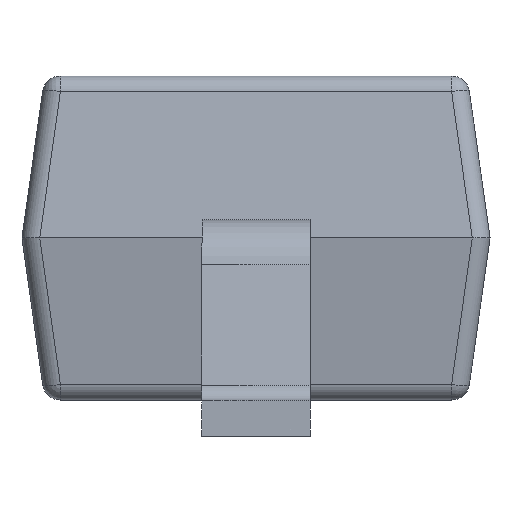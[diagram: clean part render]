
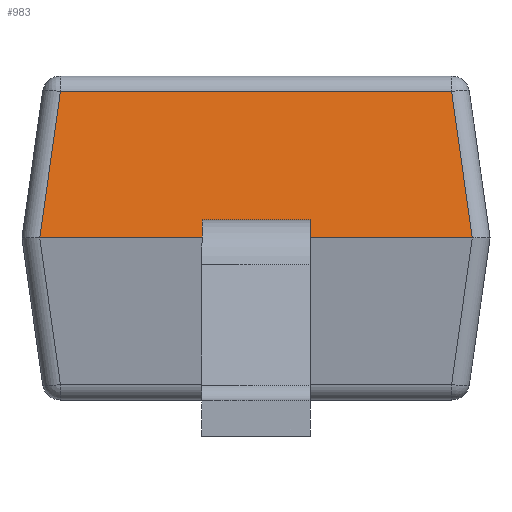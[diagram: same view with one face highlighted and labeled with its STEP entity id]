
A CAD part, left-side view. The second image highlights one B-rep face of the part: STEP entity #983.
In plain terms, the highlighted planar face has unit normal (-0.99, 0, 0.139).
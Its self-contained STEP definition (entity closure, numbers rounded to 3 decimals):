
#117=FACE_OUTER_BOUND('',#181,.T.);
#181=EDGE_LOOP('',(#751,#752,#753,#754));
#254=LINE('',#1549,#352);
#281=LINE('',#1608,#379);
#282=LINE('',#1610,#380);
#283=LINE('',#1611,#381);
#352=VECTOR('',#1230,1.);
#379=VECTOR('',#1271,1.);
#380=VECTOR('',#1272,1.);
#381=VECTOR('',#1273,1.);
#445=VERTEX_POINT('',#1547);
#446=VERTEX_POINT('',#1548);
#471=VERTEX_POINT('',#1607);
#472=VERTEX_POINT('',#1609);
#542=EDGE_CURVE('',#445,#446,#254,.T.);
#569=EDGE_CURVE('',#445,#471,#281,.T.);
#570=EDGE_CURVE('',#471,#472,#282,.T.);
#571=EDGE_CURVE('',#472,#446,#283,.T.);
#751=ORIENTED_EDGE('',*,*,#542,.F.);
#752=ORIENTED_EDGE('',*,*,#569,.T.);
#753=ORIENTED_EDGE('',*,*,#570,.T.);
#754=ORIENTED_EDGE('',*,*,#571,.T.);
#947=PLANE('',#1071);
#983=ADVANCED_FACE('',(#117),#947,.T.);
#1071=AXIS2_PLACEMENT_3D('',#1606,#1269,#1270);
#1230=DIRECTION('',(0.,1.,0.));
#1269=DIRECTION('center_axis',(-0.99,0.,0.139));
#1270=DIRECTION('ref_axis',(0.,1.,0.));
#1271=DIRECTION('',(0.138,0.138,0.981));
#1272=DIRECTION('',(0.,1.,0.));
#1273=DIRECTION('',(-0.138,0.138,-0.981));
#1547=CARTESIAN_POINT('',(-0.85,-2.3,0.55));
#1548=CARTESIAN_POINT('',(-0.85,-1.1,0.55));
#1549=CARTESIAN_POINT('',(-0.85,-1.05,0.55));
#1606=CARTESIAN_POINT('Origin',(-0.787,-1.7,1.));
#1607=CARTESIAN_POINT('',(-0.793,-2.243,0.957));
#1608=CARTESIAN_POINT('',(-0.777,-2.227,1.073));
#1609=CARTESIAN_POINT('',(-0.793,-1.157,0.957));
#1610=CARTESIAN_POINT('',(-0.793,-1.7,0.957));
#1611=CARTESIAN_POINT('',(-0.777,-1.173,1.073));
